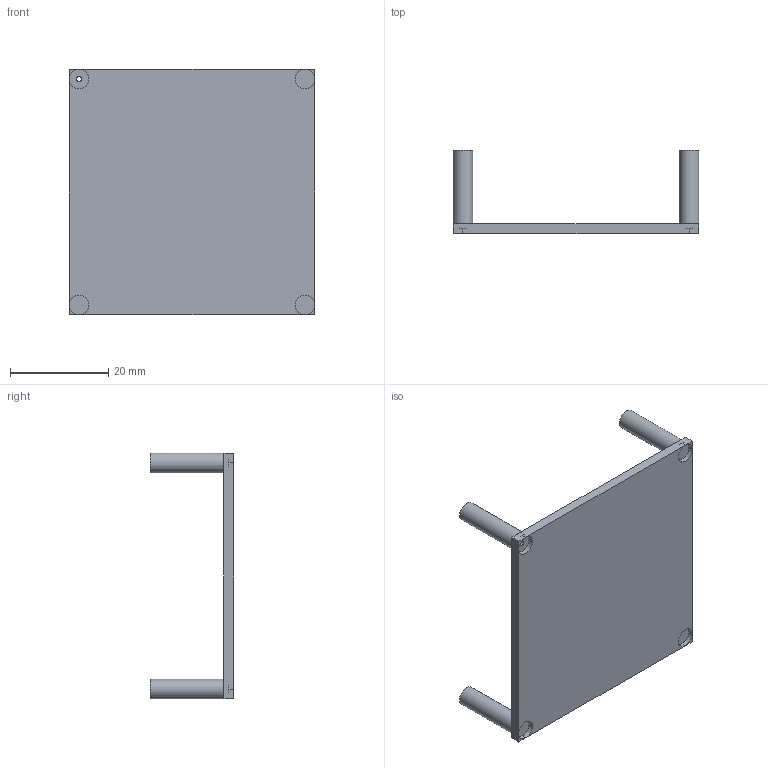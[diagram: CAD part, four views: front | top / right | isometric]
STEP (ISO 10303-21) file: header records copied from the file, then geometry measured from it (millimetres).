
FILE_DESCRIPTION(/* description */ (''),/* implementation_level */ '2;1');
FILE_NAME(/* name */ 'Untitled v2.step',/* time_stamp */ '2023-02-20T17:20:16+03:00',/* author */ (''),/* organization */ (''),/* preprocessor_version */ 'ST-DEVELOPER v19.2',/* originating_system */ 'Autodesk Translation Framework v11.17.0.187',/* authorisation */ '');
FILE_SCHEMA (('AUTOMOTIVE_DESIGN { 1 0 10303 214 3 1 1 }'));
Length unit declared in the file: millimetre
Products named in the file (1): Untitled
Bounding box: 50 x 17 x 50 mm (x, y, z)
Volume: 5691.2 mm3; surface area: 6252.9 mm2
Topology: 1 solids, 1 shells, 35 faces, 73 edges, 40 vertices
Faces by surface type: plane 22, cylinder 13
Full cylindrical faces by diameter (mm): 1 x1, 4 x4
Entity records: 1011 total; most frequent: DIRECTION 185, ORIENTED_EDGE 162, CARTESIAN_POINT 157, EDGE_CURVE 81, AXIS2_PLACEMENT_3D 68, LINE 49, VECTOR 49, VERTEX_POINT 40
